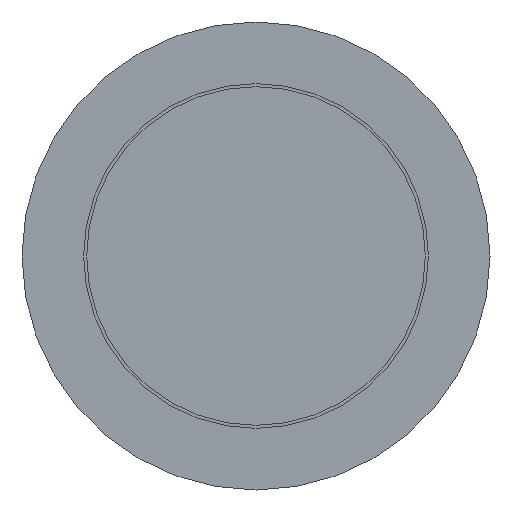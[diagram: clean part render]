
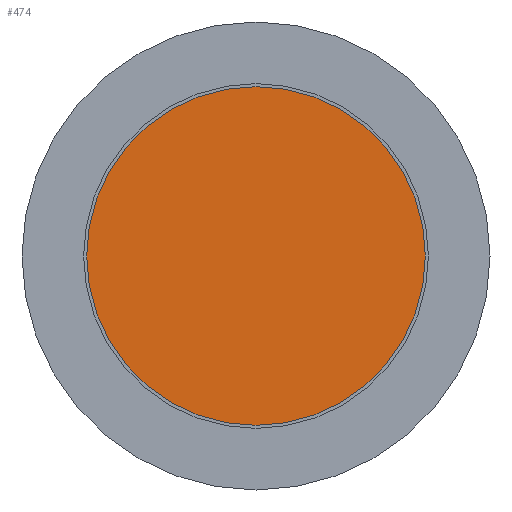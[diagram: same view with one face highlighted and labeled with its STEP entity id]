
A CAD part, front view. The second image highlights one B-rep face of the part: STEP entity #474.
In plain terms, the highlighted planar face has unit normal (0, -1, 0).
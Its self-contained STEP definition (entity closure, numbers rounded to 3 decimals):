
#76 = VERTEX_POINT ( 'NONE', #454 ) ;
#107 = PLANE ( 'NONE',  #507 ) ;
#114 = DIRECTION ( 'NONE',  ( 0., -1., 0. ) ) ;
#185 = EDGE_LOOP ( 'NONE', ( #399 ) ) ;
#190 = DIRECTION ( 'NONE',  ( 0., 0., 1. ) ) ;
#222 = AXIS2_PLACEMENT_3D ( 'NONE', #424, #114, #383 ) ;
#234 = CARTESIAN_POINT ( 'NONE',  ( -13.75, 0., 0. ) ) ;
#308 = FACE_OUTER_BOUND ( 'NONE', #185, .T. ) ;
#383 = DIRECTION ( 'NONE',  ( 0., 0., -1. ) ) ;
#399 = ORIENTED_EDGE ( 'NONE', *, *, #522, .T. ) ;
#424 = CARTESIAN_POINT ( 'NONE',  ( 0., 0., 0. ) ) ;
#440 = DIRECTION ( 'NONE',  ( 0., 1., 0. ) ) ;
#454 = CARTESIAN_POINT ( 'NONE',  ( 0., 0., -13.75 ) ) ;
#474 = ADVANCED_FACE ( 'NONE', ( #308 ), #107, .F. ) ;
#491 = CIRCLE ( 'NONE', #222, 13.75 ) ;
#507 = AXIS2_PLACEMENT_3D ( 'NONE', #234, #440, #190 ) ;
#522 = EDGE_CURVE ( 'NONE', #76, #76, #491, .T. ) ;
